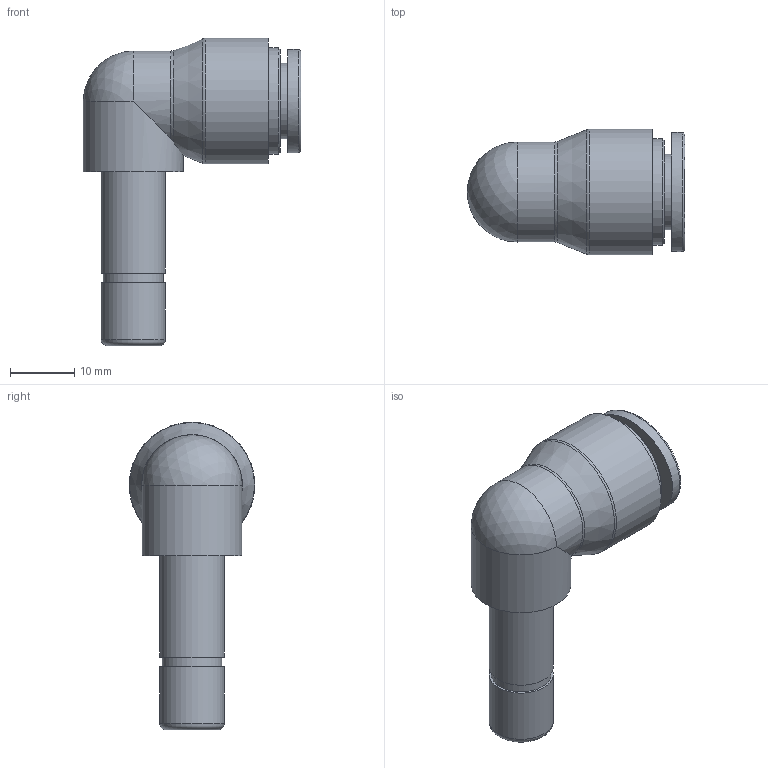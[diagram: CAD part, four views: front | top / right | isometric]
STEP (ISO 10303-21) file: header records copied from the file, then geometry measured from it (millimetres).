
FILE_DESCRIPTION((''),'2;1');
FILE_NAME('CR-PLJ 10.stp','2020-08-25T13:29:08',('user'),(''),'Autodesk Inventor 2013','Autodesk Inventor 2013','');
FILE_SCHEMA(('AUTOMOTIVE_DESIGN { 1 0 10303 214 1 1 1 1 }'));
Length unit declared in the file: millimetre
Products named in the file (5): 조립품13; CR-PLJ 10 BODY; CR-COLLAR 10; HR-Collar 10L(SUS); CR-SLEEVE 10
Assembly tree (4 placements, depth 3):
  조립품13
    CR-PLJ 10 BODY
    CR-COLLAR 10
      HR-Collar 10L(SUS)
      CR-SLEEVE 10
Bounding box: 33.75 x 19.5 x 47.75 mm (x, y, z)
Volume: 6968 mm3; surface area: 5347.8 mm2
Topology: 3 solids, 3 shells, 418 faces, 1187 edges, 792 vertices
Faces by surface type: plane 388, cylinder 18, cone 4, torus 3, bspline 3, sphere 2
Full cylindrical faces by diameter (mm): 2 x1, 7 x1, 8 x1, 9.3 x1, 10 x2, 10.15 x1, 10.2 x1, 11.7 x1, 15.5 x1, 16.5 x1, 19.5 x1
Entity records: 13579 total; most frequent: CARTESIAN_POINT 2661, ORIENTED_EDGE 2318, DIRECTION 2041, EDGE_CURVE 1159, VECTOR 1101, LINE 1101, VERTEX_POINT 783, AXIS2_PLACEMENT_3D 470
